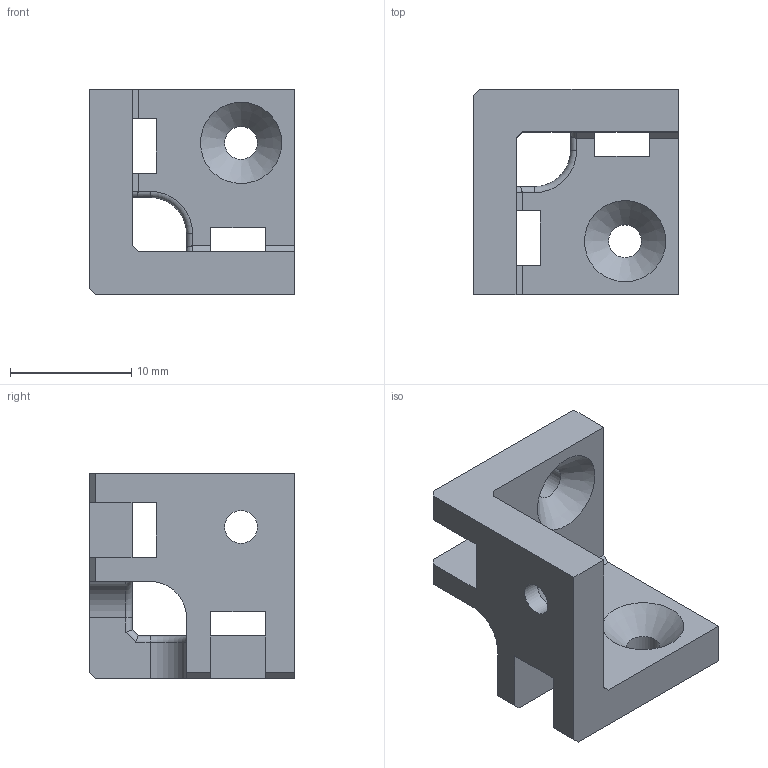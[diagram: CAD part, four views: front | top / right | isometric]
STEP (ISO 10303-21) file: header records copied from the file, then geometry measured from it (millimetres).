
FILE_DESCRIPTION(/* description */ (''),/* implementation_level */ '2;1');
FILE_NAME(/* name */ 'corner1.stp',/* time_stamp */ '2024-01-02T21:02:06+01:00',/* author */ (''),/* organization */ (''),/* preprocessor_version */ 'ST-DEVELOPER v16',/* originating_system */ 'SIEMENS PLM Software NX 11.0',/* authorisation */ '');
FILE_SCHEMA (('AP203_CONFIGURATION_CONTROLLED_3D_DESIGN_OF_MECHANICAL_PARTS_AND_ASSEMBLIES_MIM_LF { 1 0 10303 403 2 1 2}'));
Length unit declared in the file: millimetre
Products named in the file (1): corner1x
Bounding box: 16.9 x 16.9 x 16.9 mm (x, y, z)
Volume: 1528.3 mm3; surface area: 1667.9 mm2
Topology: 1 solids, 1 shells, 57 faces, 178 edges, 115 vertices
Faces by surface type: plane 36, cylinder 15, cone 3, torus 3
Full cylindrical faces by diameter (mm): 2.7 x3
Entity records: 2010 total; most frequent: CARTESIAN_POINT 337, ORIENTED_EDGE 336, DIRECTION 314, EDGE_CURVE 168, LINE 138, VECTOR 138, VERTEX_POINT 111, AXIS2_PLACEMENT_3D 88
